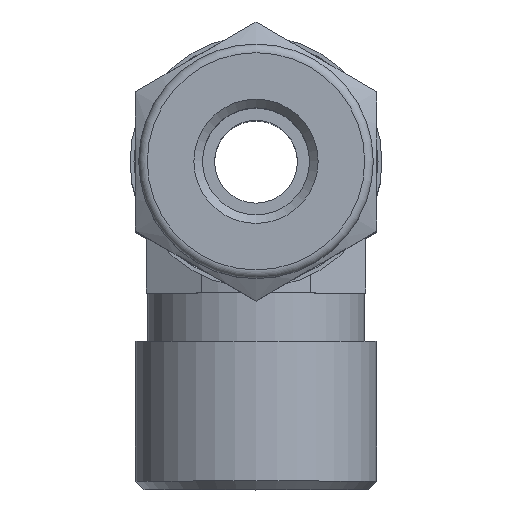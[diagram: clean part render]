
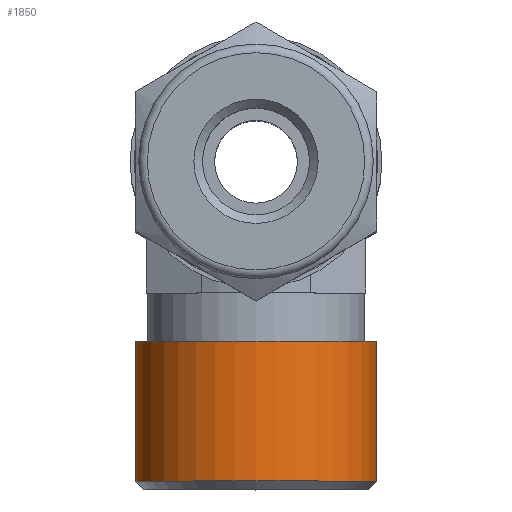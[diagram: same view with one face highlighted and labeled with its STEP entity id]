
A CAD part, top view. The second image highlights one B-rep face of the part: STEP entity #1850.
In plain terms, the highlighted cylindrical face has radius 7 mm (diameter 14 mm), a full revolution.
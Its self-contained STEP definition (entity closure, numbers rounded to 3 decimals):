
#44=CYLINDRICAL_SURFACE('',#2060,7.);
#141=CIRCLE('',#2059,7.);
#142=CIRCLE('',#2061,7.);
#285=FACE_OUTER_BOUND('',#412,.T.);
#412=EDGE_LOOP('',(#1598,#1599,#1600,#1601));
#508=LINE('',#3227,#617);
#617=VECTOR('',#2496,7.);
#867=VERTEX_POINT('',#3222);
#868=VERTEX_POINT('',#3225);
#1117=EDGE_CURVE('',#867,#867,#141,.T.);
#1118=EDGE_CURVE('',#868,#868,#142,.T.);
#1119=EDGE_CURVE('',#868,#867,#508,.T.);
#1598=ORIENTED_EDGE('',*,*,#1118,.F.);
#1599=ORIENTED_EDGE('',*,*,#1119,.T.);
#1600=ORIENTED_EDGE('',*,*,#1117,.T.);
#1601=ORIENTED_EDGE('',*,*,#1119,.F.);
#1850=ADVANCED_FACE('',(#285),#44,.T.);
#2059=AXIS2_PLACEMENT_3D('',#3223,#2490,#2491);
#2060=AXIS2_PLACEMENT_3D('',#3224,#2492,#2493);
#2061=AXIS2_PLACEMENT_3D('',#3226,#2494,#2495);
#2490=DIRECTION('center_axis',(0.,-1.,0.));
#2491=DIRECTION('ref_axis',(1.,0.,0.));
#2492=DIRECTION('center_axis',(0.,-1.,0.));
#2493=DIRECTION('ref_axis',(0.,0.,-1.));
#2494=DIRECTION('center_axis',(0.,-1.,0.));
#2495=DIRECTION('ref_axis',(1.,0.,0.));
#2496=DIRECTION('',(0.,1.,0.));
#3222=CARTESIAN_POINT('',(0.,-10.396,7.));
#3223=CARTESIAN_POINT('Origin',(0.,-10.396,0.));
#3224=CARTESIAN_POINT('Origin',(0.,-14.446,0.));
#3225=CARTESIAN_POINT('',(0.,-18.496,7.));
#3226=CARTESIAN_POINT('Origin',(0.,-18.496,0.));
#3227=CARTESIAN_POINT('',(0.,-14.446,7.));
